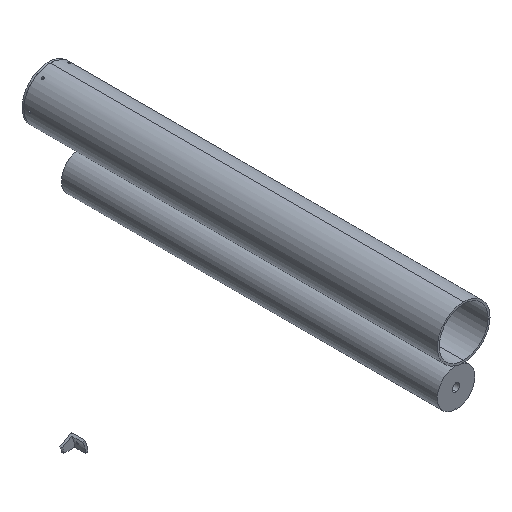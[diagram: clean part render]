
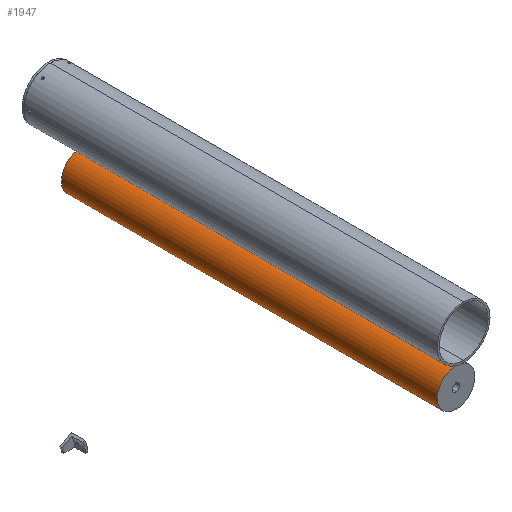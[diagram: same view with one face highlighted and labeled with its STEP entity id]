
A CAD part, isometric view. The second image highlights one B-rep face of the part: STEP entity #1947.
In plain terms, the highlighted cylindrical face has radius 50 mm (diameter 100 mm), a partial arc.
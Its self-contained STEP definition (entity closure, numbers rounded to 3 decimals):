
#9 = EDGE_CURVE ( 'NONE', #2927, #2966, #1156, .T. ) ;
#157 = VERTEX_POINT ( 'NONE', #613 ) ;
#193 = LINE ( 'NONE', #2985, #813 ) ;
#216 = AXIS2_PLACEMENT_3D ( 'NONE', #517, #840, #3072 ) ;
#245 = CARTESIAN_POINT ( 'NONE',  ( 0., 1000., 0. ) ) ;
#260 = AXIS2_PLACEMENT_3D ( 'NONE', #245, #1364, #2118 ) ;
#517 = CARTESIAN_POINT ( 'NONE',  ( 0., 1000., 0. ) ) ;
#613 = CARTESIAN_POINT ( 'NONE',  ( 0., 1000., -50. ) ) ;
#655 = ORIENTED_EDGE ( 'NONE', *, *, #2452, .T. ) ;
#797 = CYLINDRICAL_SURFACE ( 'NONE', #216, 50. ) ;
#813 = VECTOR ( 'NONE', #3311, 1000. ) ;
#840 = DIRECTION ( 'NONE',  ( 0., -1., 0. ) ) ;
#1008 = CARTESIAN_POINT ( 'NONE',  ( 0., 0., 50. ) ) ;
#1108 = DIRECTION ( 'NONE',  ( 0., 0., 1. ) ) ;
#1124 = CARTESIAN_POINT ( 'NONE',  ( 0., 0., 0. ) ) ;
#1149 = CARTESIAN_POINT ( 'NONE',  ( 0., 1000., 50. ) ) ;
#1156 = LINE ( 'NONE', #1775, #3219 ) ;
#1207 = CARTESIAN_POINT ( 'NONE',  ( 0., 0., -50. ) ) ;
#1364 = DIRECTION ( 'NONE',  ( 0., 1., 0. ) ) ;
#1373 = CIRCLE ( 'NONE', #260, 50. ) ;
#1533 = ORIENTED_EDGE ( 'NONE', *, *, #3560, .F. ) ;
#1612 = EDGE_CURVE ( 'NONE', #157, #1751, #193, .T. ) ;
#1693 = FACE_OUTER_BOUND ( 'NONE', #3336, .T. ) ;
#1751 = VERTEX_POINT ( 'NONE', #1207 ) ;
#1775 = CARTESIAN_POINT ( 'NONE',  ( 0., 1000., 50. ) ) ;
#1782 = ORIENTED_EDGE ( 'NONE', *, *, #9, .F. ) ;
#1947 = ADVANCED_FACE ( 'NONE', ( #1693 ), #797, .T. ) ;
#2087 = CIRCLE ( 'NONE', #3399, 50. ) ;
#2118 = DIRECTION ( 'NONE',  ( 0., 0., 1. ) ) ;
#2452 = EDGE_CURVE ( 'NONE', #1751, #2966, #2087, .T. ) ;
#2518 = DIRECTION ( 'NONE',  ( 0., 1., 0. ) ) ;
#2645 = DIRECTION ( 'NONE',  ( 0., -1., 0. ) ) ;
#2927 = VERTEX_POINT ( 'NONE', #1149 ) ;
#2966 = VERTEX_POINT ( 'NONE', #1008 ) ;
#2985 = CARTESIAN_POINT ( 'NONE',  ( 0., 1000., -50. ) ) ;
#3072 = DIRECTION ( 'NONE',  ( 0., 0., -1. ) ) ;
#3182 = ORIENTED_EDGE ( 'NONE', *, *, #1612, .T. ) ;
#3219 = VECTOR ( 'NONE', #2645, 1000. ) ;
#3311 = DIRECTION ( 'NONE',  ( 0., -1., 0. ) ) ;
#3336 = EDGE_LOOP ( 'NONE', ( #1782, #1533, #3182, #655 ) ) ;
#3399 = AXIS2_PLACEMENT_3D ( 'NONE', #1124, #2518, #1108 ) ;
#3560 = EDGE_CURVE ( 'NONE', #157, #2927, #1373, .T. ) ;
